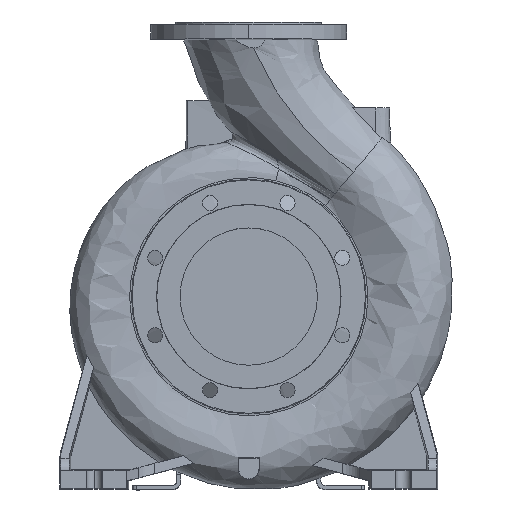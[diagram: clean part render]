
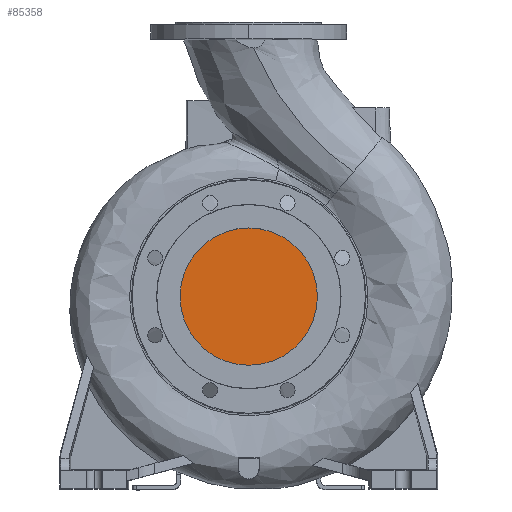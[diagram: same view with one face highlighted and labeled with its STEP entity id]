
A CAD part, top view. The second image highlights one B-rep face of the part: STEP entity #85358.
In plain terms, the highlighted face is planar.
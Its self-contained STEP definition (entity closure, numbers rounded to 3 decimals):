
#4558 = EDGE_CURVE ( 'NONE', #64005, #87851, #22647, .T. ) ;
#14319 = CARTESIAN_POINT ( 'NONE',  ( 140., 0., 0. ) ) ;
#15719 = CARTESIAN_POINT ( 'NONE',  ( 140., -120., 120. ) ) ;
#22647 = CIRCLE ( 'NONE', #37048, 100. ) ;
#31731 = AXIS2_PLACEMENT_3D ( 'NONE', #89043, #109739, #96959 ) ;
#37048 = AXIS2_PLACEMENT_3D ( 'NONE', #14319, #83259, #109236 ) ;
#43749 = CARTESIAN_POINT ( 'NONE',  ( 140., -100., 0. ) ) ;
#57362 = ORIENTED_EDGE ( 'NONE', *, *, #4558, .T. ) ;
#59193 = DIRECTION ( 'NONE',  ( 1., 0., 0. ) ) ;
#64005 = VERTEX_POINT ( 'NONE', #106398 ) ;
#67673 = FACE_OUTER_BOUND ( 'NONE', #110295, .T. ) ;
#70264 = AXIS2_PLACEMENT_3D ( 'NONE', #15719, #59193, #102164 ) ;
#74331 = EDGE_CURVE ( 'NONE', #87851, #64005, #87713, .T. ) ;
#83259 = DIRECTION ( 'NONE',  ( 1., 0., 0. ) ) ;
#85358 = ADVANCED_FACE ( 'NONE', ( #67673 ), #103284, .T. ) ;
#87713 = CIRCLE ( 'NONE', #31731, 100. ) ;
#87851 = VERTEX_POINT ( 'NONE', #43749 ) ;
#89043 = CARTESIAN_POINT ( 'NONE',  ( 140., 0., 0. ) ) ;
#96959 = DIRECTION ( 'NONE',  ( 0., 1., 0. ) ) ;
#101774 = ORIENTED_EDGE ( 'NONE', *, *, #74331, .T. ) ;
#102164 = DIRECTION ( 'NONE',  ( 0., 0., -1. ) ) ;
#103284 = PLANE ( 'NONE',  #70264 ) ;
#106398 = CARTESIAN_POINT ( 'NONE',  ( 140., 100., 0. ) ) ;
#109236 = DIRECTION ( 'NONE',  ( 0., 1., 0. ) ) ;
#109739 = DIRECTION ( 'NONE',  ( 1., 0., 0. ) ) ;
#110295 = EDGE_LOOP ( 'NONE', ( #57362, #101774 ) ) ;
